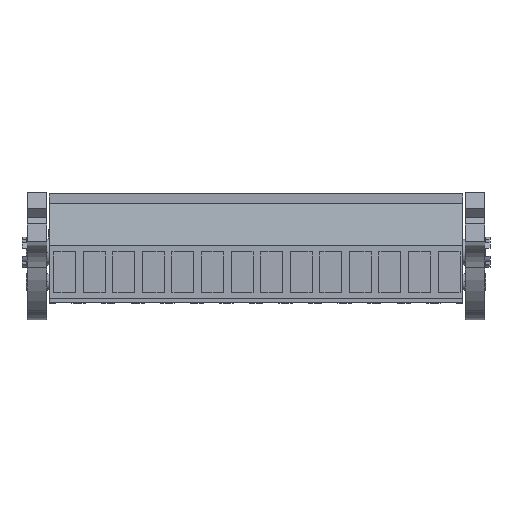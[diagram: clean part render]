
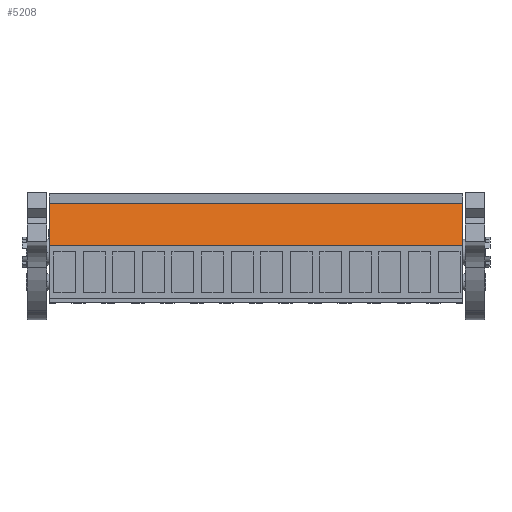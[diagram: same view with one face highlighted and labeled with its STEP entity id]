
A CAD part, top view. The second image highlights one B-rep face of the part: STEP entity #5208.
In plain terms, the highlighted planar face has unit normal (0, 0.205, 0.979).
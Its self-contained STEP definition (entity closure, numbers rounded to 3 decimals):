
#5188=AXIS2_PLACEMENT_3D('Plane Axis2P3D',#5185,#5186,#5187) ;
#112=CARTESIAN_POINT('Vertex',(3.2,8.802,18.1)) ;
#115=CARTESIAN_POINT('Line Origine',(3.2,11.31,17.575)) ;
#119=CARTESIAN_POINT('Vertex',(3.2,13.818,17.05)) ;
#5170=CARTESIAN_POINT('Vertex',(52.2,8.802,18.1)) ;
#5173=CARTESIAN_POINT('Line Origine',(27.7,8.802,18.1)) ;
#5185=CARTESIAN_POINT('Axis2P3D Location',(38.2,8.802,18.1)) ;
#5190=CARTESIAN_POINT('Line Origine',(52.2,11.31,17.575)) ;
#5194=CARTESIAN_POINT('Vertex',(52.2,13.818,17.05)) ;
#5197=CARTESIAN_POINT('Line Origine',(27.7,13.818,17.05)) ;
#116=DIRECTION('Vector Direction',(0.,0.979,-0.205)) ;
#5174=DIRECTION('Vector Direction',(1.,0.,0.)) ;
#5186=DIRECTION('Axis2P3D Direction',(0.,-0.205,-0.979)) ;
#5187=DIRECTION('Axis2P3D XDirection',(0.,0.979,-0.205)) ;
#5191=DIRECTION('Vector Direction',(0.,0.979,-0.205)) ;
#5198=DIRECTION('Vector Direction',(1.,0.,0.)) ;
#117=VECTOR('Line Direction',#116,1.) ;
#5175=VECTOR('Line Direction',#5174,1.) ;
#5192=VECTOR('Line Direction',#5191,1.) ;
#5199=VECTOR('Line Direction',#5198,1.) ;
#5203=ORIENTED_EDGE('',*,*,#121,.F.) ;
#5204=ORIENTED_EDGE('',*,*,#5177,.T.) ;
#5205=ORIENTED_EDGE('',*,*,#5196,.T.) ;
#5206=ORIENTED_EDGE('',*,*,#5201,.F.) ;
#5208=ADVANCED_FACE('HOUSING',(#5207),#5189,.F.) ;
#121=EDGE_CURVE('',#113,#120,#118,.T.) ;
#5177=EDGE_CURVE('',#113,#5171,#5176,.T.) ;
#5196=EDGE_CURVE('',#5171,#5195,#5193,.T.) ;
#5201=EDGE_CURVE('',#120,#5195,#5200,.T.) ;
#5202=EDGE_LOOP('',(#5203,#5204,#5205,#5206)) ;
#5207=FACE_OUTER_BOUND('',#5202,.T.) ;
#118=LINE('Line',#115,#117) ;
#5176=LINE('Line',#5173,#5175) ;
#5193=LINE('Line',#5190,#5192) ;
#5200=LINE('Line',#5197,#5199) ;
#5189=PLANE('',#5188) ;
#113=VERTEX_POINT('',#112) ;
#120=VERTEX_POINT('',#119) ;
#5171=VERTEX_POINT('',#5170) ;
#5195=VERTEX_POINT('',#5194) ;
